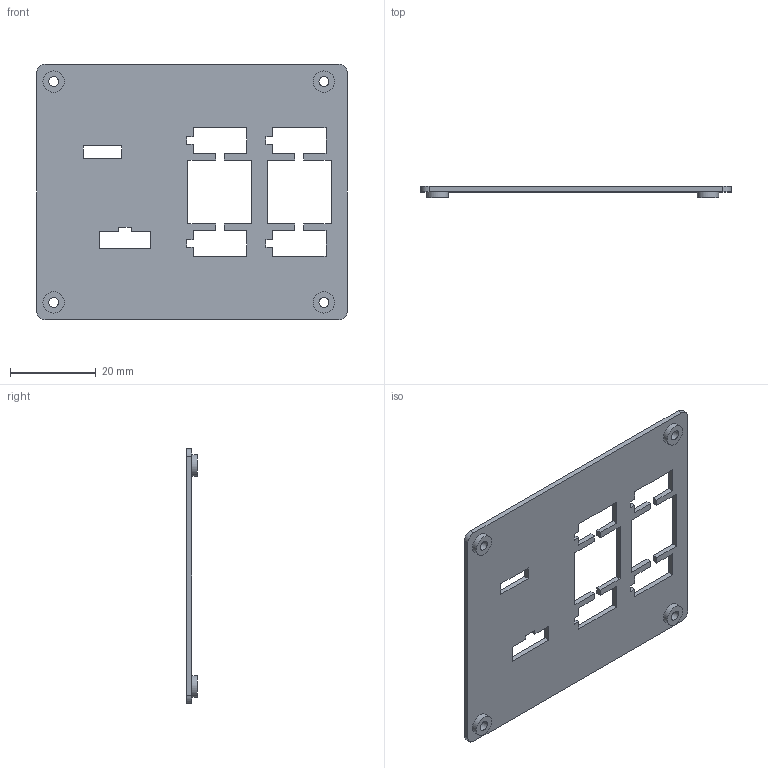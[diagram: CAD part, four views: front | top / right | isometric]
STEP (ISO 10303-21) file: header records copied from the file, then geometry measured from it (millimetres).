
FILE_DESCRIPTION(/* description */ (''),/* implementation_level */ '2;1');
FILE_NAME(/* name */ 'mounting_plate_v2.step',/* time_stamp */ '2025-05-10T15:59:45+01:00',/* author */ (''),/* organization */ (''),/* preprocessor_version */ 'ST-DEVELOPER v20.1',/* originating_system */ 'Autodesk Translation Framework v14.4.0.0',/* authorisation */ '');
FILE_SCHEMA (('AUTOMOTIVE_DESIGN { 1 0 10303 214 3 1 1 }'));
Length unit declared in the file: millimetre
Products named in the file (1): mounting_plate_v2
Bounding box: 72.5 x 2.5 x 59.5 mm (x, y, z)
Volume: 4219.4 mm3; surface area: 7765.1 mm2
Topology: 1 solids, 1 shells, 90 faces, 252 edges, 168 vertices
Faces by surface type: plane 78, cylinder 12
Full cylindrical faces by diameter (mm): 2.3 x4, 5 x4
Entity records: 2925 total; most frequent: CARTESIAN_POINT 511, ORIENTED_EDGE 504, DIRECTION 458, EDGE_CURVE 252, LINE 228, VECTOR 228, VERTEX_POINT 168, AXIS2_PLACEMENT_3D 115
